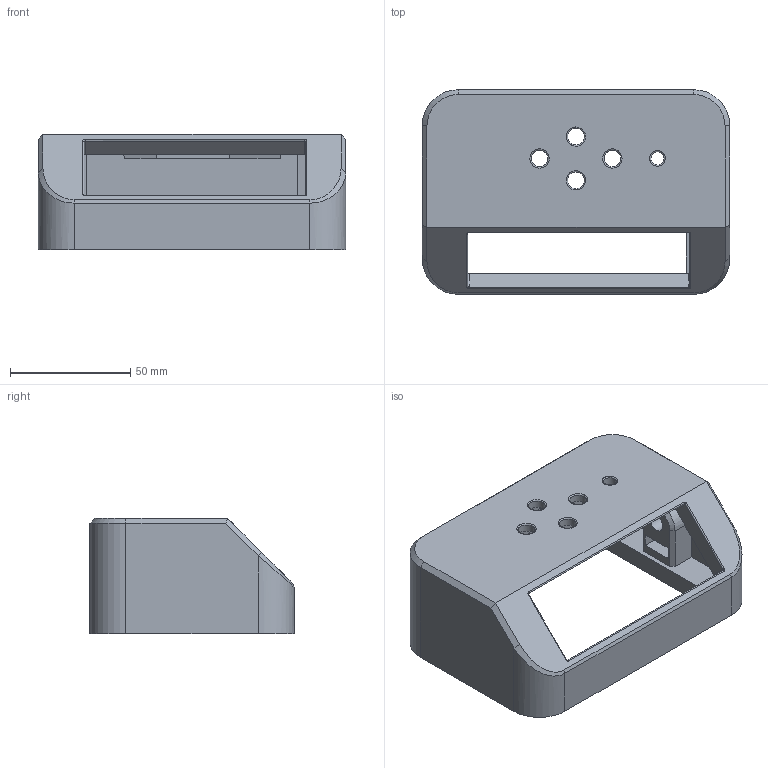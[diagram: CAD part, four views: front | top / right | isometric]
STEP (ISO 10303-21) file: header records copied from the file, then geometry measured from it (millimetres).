
FILE_DESCRIPTION(/* description */ ('STEP AP242','CAx-IF Rec.Pracs.---Representation and Presentation of Product Manufacturing Information (PMI)---4.0---2014-10-13','CAx-IF Rec.Pracs.---3D Tessellated Geometry---0.4---2014-09-14','2;1'),/* implementation_level */ '2;1');
FILE_NAME(/* name */ '67e946e983b8460ba8dec1e6',/* time_stamp */ '2025-03-30T13:28:10Z',/* author */ (''),/* organization */ (''),/* preprocessor_version */ 'ST-DEVELOPER v20',/* originating_system */ 'ONSHAPE BY PTC INC, 1.195',/* authorisation */ ' ');
FILE_SCHEMA (('AP242_MANAGED_MODEL_BASED_3D_ENGINEERING_MIM_LF { 1 0 10303 442 1 1 4 }'));
Length unit declared in the file: metre
Products named in the file (1): Pouzdro vr�ek
Bounding box: 128 x 85 x 47.85 mm (x, y, z)
Volume: 121553.2 mm3; surface area: 52852 mm2
Topology: 1 solids, 1 shells, 126 faces, 333 edges, 219 vertices
Faces by surface type: plane 72, cylinder 28, bspline 23, cone 3
Full cylindrical faces by diameter (mm): 2.8 x7, 4.2 x4, 5.5 x1, 7 x4, 7.2 x1, 10 x1
Entity records: 4373 total; most frequent: CARTESIAN_POINT 1540, ORIENTED_EDGE 588, DIRECTION 481, EDGE_CURVE 294, VERTEX_POINT 203, EDGE_LOOP 185, FACE_BOUND 185, LINE 169
